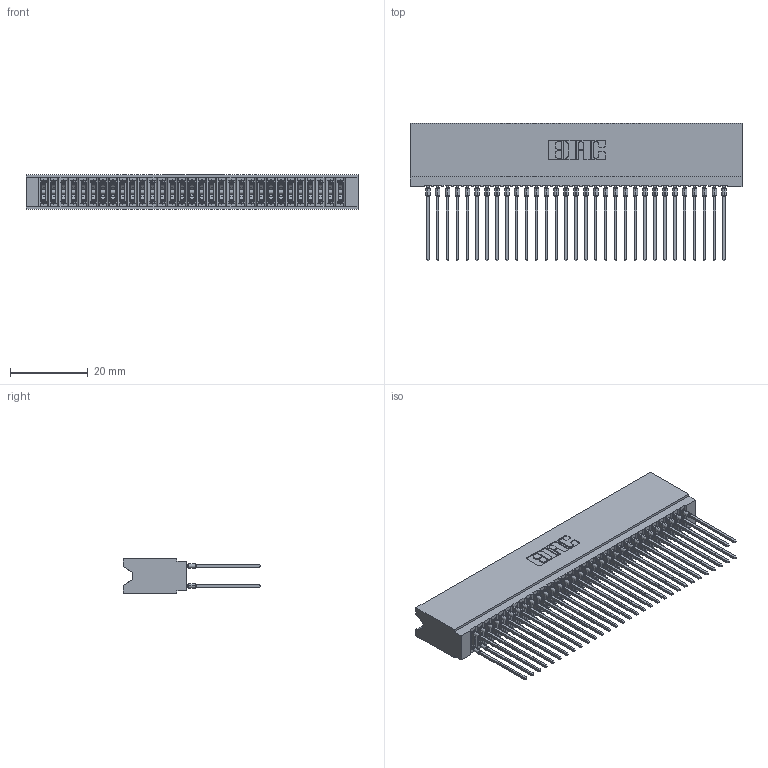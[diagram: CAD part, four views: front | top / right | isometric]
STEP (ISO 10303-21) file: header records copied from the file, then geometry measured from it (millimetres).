
FILE_DESCRIPTION (( 'STEP AP203' ), '1' );
FILE_NAME ('745-062-541-206.STEP', '2026-02-26T19:09:30', ( '' ), ( '' ), 'SwSTEP 2.0', 'SolidWorks 2023', '' );
FILE_SCHEMA (( 'CONFIG_CONTROL_DESIGN' ));
Length unit declared in the file: millimetre
Products named in the file (3): 745 Part_Insulator Option - 06; 745-062-541-206; 745-292-001_541
Assembly tree (63 placements, depth 2):
  745-062-541-206
    745 Part_Insulator Option - 06
    745-292-001_541  x62
Bounding box: 85.34 x 35.45 x 8.89 mm (x, y, z)
Volume: 8033.6 mm3; surface area: 17334.9 mm2
Topology: 63 solids, 63 shells, 5645 faces, 15171 edges, 9534 vertices
Faces by surface type: plane 2908, bspline 1240, cylinder 1125, torus 372
Entity records: 53711 total; most frequent: CARTESIAN_POINT 9822, ORIENTED_EDGE 9236, DIRECTION 8078, EDGE_CURVE 4618, LINE 4250, VECTOR 4250, VERTEX_POINT 2946, AXIS2_PLACEMENT_3D 1914
